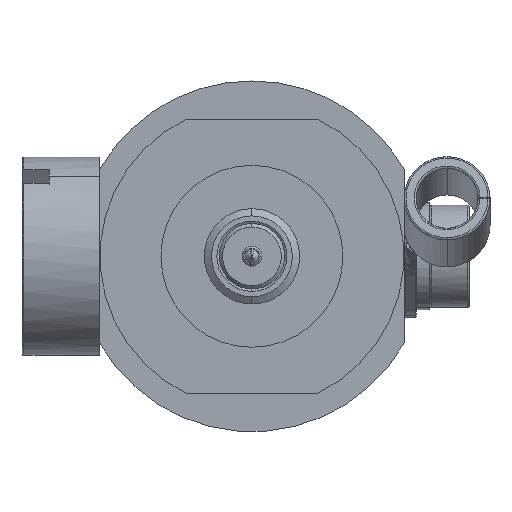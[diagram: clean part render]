
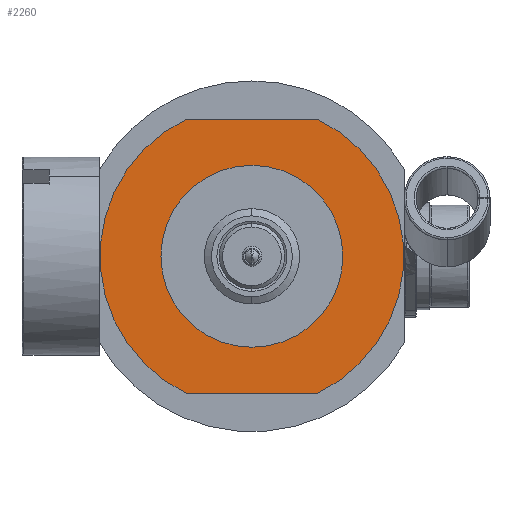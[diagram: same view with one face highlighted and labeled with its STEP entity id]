
A CAD part, left-side view. The second image highlights one B-rep face of the part: STEP entity #2260.
In plain terms, the highlighted planar face has unit normal (-1, 0, 0).
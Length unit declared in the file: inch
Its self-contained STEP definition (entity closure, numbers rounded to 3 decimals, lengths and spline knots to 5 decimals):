
#249 = VERTEX_POINT ( 'NONE', #10069 ) ;
#328 = AXIS2_PLACEMENT_3D ( 'NONE', #6537, #12220, #2397 ) ;
#503 = CIRCLE ( 'NONE', #1405, 0.3925 ) ;
#1089 = ORIENTED_EDGE ( 'NONE', *, *, #12894, .T. ) ;
#1125 = DIRECTION ( 'NONE',  ( 0., 1., 0. ) ) ;
#1405 = AXIS2_PLACEMENT_3D ( 'NONE', #14872, #10514, #10408 ) ;
#1776 = CARTESIAN_POINT ( 'NONE',  ( -0.664, 0.24807, 0.354 ) ) ;
#1790 = CARTESIAN_POINT ( 'NONE',  ( -0.664, 0., 0. ) ) ;
#1836 = CIRCLE ( 'NONE', #328, 0.235 ) ;
#2260 = ADVANCED_FACE ( 'NONE', ( #2641, #16995 ), #15220, .F. ) ;
#2397 = DIRECTION ( 'NONE',  ( 0., 0., 1. ) ) ;
#2496 = EDGE_CURVE ( 'NONE', #13195, #9855, #3766, .T. ) ;
#2641 = FACE_BOUND ( 'NONE', #3910, .T. ) ;
#2936 = CARTESIAN_POINT ( 'NONE',  ( -0.664, 0., 0.235 ) ) ;
#3381 = LINE ( 'NONE', #1776, #16175 ) ;
#3766 = CIRCLE ( 'NONE', #13150, 0.3925 ) ;
#3865 = CARTESIAN_POINT ( 'NONE',  ( -0.664, 0., -0.235 ) ) ;
#3910 = EDGE_LOOP ( 'NONE', ( #12780, #14500 ) ) ;
#3935 = CARTESIAN_POINT ( 'NONE',  ( -0.664, 0.24807, -0.354 ) ) ;
#4685 = DIRECTION ( 'NONE',  ( 0., -1., 0. ) ) ;
#4789 = VECTOR ( 'NONE', #14322, 39.37008 ) ;
#5786 = EDGE_CURVE ( 'NONE', #10651, #14621, #1836, .T. ) ;
#6041 = DIRECTION ( 'NONE',  ( 0., 0., 1. ) ) ;
#6269 = CIRCLE ( 'NONE', #9286, 0.235 ) ;
#6537 = CARTESIAN_POINT ( 'NONE',  ( -0.664, 0., 0. ) ) ;
#6933 = CARTESIAN_POINT ( 'NONE',  ( -0.664, -0.16953, -0.354 ) ) ;
#7368 = DIRECTION ( 'NONE',  ( 0., 0., 1. ) ) ;
#7467 = EDGE_CURVE ( 'NONE', #13195, #14784, #9783, .T. ) ;
#9283 = CARTESIAN_POINT ( 'NONE',  ( -0.664, -0.16953, 0.354 ) ) ;
#9286 = AXIS2_PLACEMENT_3D ( 'NONE', #11836, #15799, #7368 ) ;
#9783 = LINE ( 'NONE', #3935, #4789 ) ;
#9855 = VERTEX_POINT ( 'NONE', #9283 ) ;
#10069 = CARTESIAN_POINT ( 'NONE',  ( -0.664, 0.16953, 0.354 ) ) ;
#10153 = EDGE_CURVE ( 'NONE', #14621, #10651, #6269, .T. ) ;
#10393 = CARTESIAN_POINT ( 'NONE',  ( -0.664, 0.16953, -0.354 ) ) ;
#10408 = DIRECTION ( 'NONE',  ( 0., 0., 1. ) ) ;
#10514 = DIRECTION ( 'NONE',  ( -1., 0., 0. ) ) ;
#10651 = VERTEX_POINT ( 'NONE', #13059 ) ;
#10721 = AXIS2_PLACEMENT_3D ( 'NONE', #3865, #12680, #1125 ) ;
#11101 = ORIENTED_EDGE ( 'NONE', *, *, #12342, .F. ) ;
#11836 = CARTESIAN_POINT ( 'NONE',  ( -0.664, 0., 0. ) ) ;
#12220 = DIRECTION ( 'NONE',  ( -1., 0., 0. ) ) ;
#12248 = ORIENTED_EDGE ( 'NONE', *, *, #2496, .T. ) ;
#12342 = EDGE_CURVE ( 'NONE', #249, #9855, #3381, .T. ) ;
#12680 = DIRECTION ( 'NONE',  ( 1., 0., 0. ) ) ;
#12780 = ORIENTED_EDGE ( 'NONE', *, *, #10153, .F. ) ;
#12894 = EDGE_CURVE ( 'NONE', #249, #14784, #503, .T. ) ;
#12971 = ORIENTED_EDGE ( 'NONE', *, *, #7467, .F. ) ;
#13059 = CARTESIAN_POINT ( 'NONE',  ( -0.664, 0., -0.235 ) ) ;
#13150 = AXIS2_PLACEMENT_3D ( 'NONE', #1790, #17840, #6041 ) ;
#13195 = VERTEX_POINT ( 'NONE', #6933 ) ;
#13320 = EDGE_LOOP ( 'NONE', ( #12248, #11101, #1089, #12971 ) ) ;
#14322 = DIRECTION ( 'NONE',  ( 0., 1., 0. ) ) ;
#14500 = ORIENTED_EDGE ( 'NONE', *, *, #5786, .F. ) ;
#14621 = VERTEX_POINT ( 'NONE', #2936 ) ;
#14784 = VERTEX_POINT ( 'NONE', #10393 ) ;
#14872 = CARTESIAN_POINT ( 'NONE',  ( -0.664, 0., 0. ) ) ;
#15220 = PLANE ( 'NONE',  #10721 ) ;
#15799 = DIRECTION ( 'NONE',  ( -1., 0., 0. ) ) ;
#16175 = VECTOR ( 'NONE', #4685, 39.37008 ) ;
#16995 = FACE_OUTER_BOUND ( 'NONE', #13320, .T. ) ;
#17840 = DIRECTION ( 'NONE',  ( -1., 0., 0. ) ) ;
